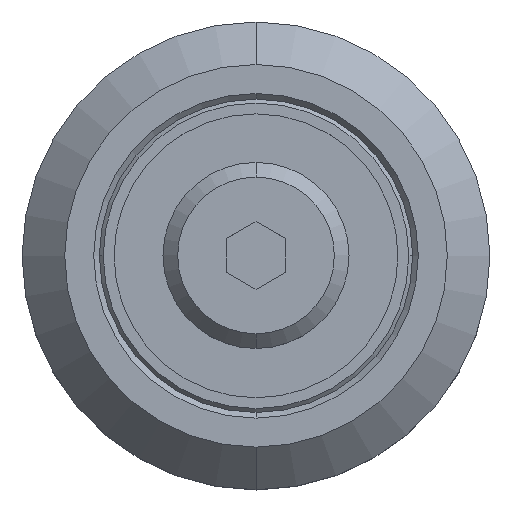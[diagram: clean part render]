
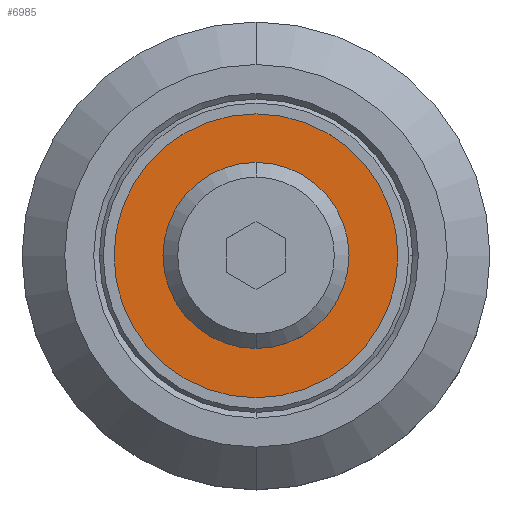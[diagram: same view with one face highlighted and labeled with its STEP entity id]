
A CAD part, top view. The second image highlights one B-rep face of the part: STEP entity #6985.
In plain terms, the highlighted face is planar.
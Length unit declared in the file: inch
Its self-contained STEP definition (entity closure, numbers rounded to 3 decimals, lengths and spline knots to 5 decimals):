
#134 = CARTESIAN_POINT ( 'NONE',  ( -0.09055, 0., -0.15748 ) ) ;
#155 = PLANE ( 'NONE',  #11731 ) ;
#230 = CARTESIAN_POINT ( 'NONE',  ( -0.09055, 0., -0.28543 ) ) ;
#430 = DIRECTION ( 'NONE',  ( 0., 0., -1. ) ) ;
#446 = EDGE_CURVE ( 'NONE', #3497, #7174, #6027, .T. ) ;
#1122 = DIRECTION ( 'NONE',  ( 0., 0., -1. ) ) ;
#1403 = DIRECTION ( 'NONE',  ( 1., 0., 0. ) ) ;
#1793 = CARTESIAN_POINT ( 'NONE',  ( -0.09055, 0., 0. ) ) ;
#2024 = AXIS2_PLACEMENT_3D ( 'NONE', #5109, #11853, #6080 ) ;
#2137 = CARTESIAN_POINT ( 'NONE',  ( -0.09055, 0., 0. ) ) ;
#2360 = CARTESIAN_POINT ( 'NONE',  ( -0.09055, 0., 0. ) ) ;
#2431 = CIRCLE ( 'NONE', #4154, 0.15748 ) ;
#2510 = FACE_BOUND ( 'NONE', #7977, .T. ) ;
#2790 = DIRECTION ( 'NONE',  ( 0., 0., -1. ) ) ;
#3055 = CARTESIAN_POINT ( 'NONE',  ( -0.09055, 0., 0. ) ) ;
#3124 = DIRECTION ( 'NONE',  ( 0., 0., -1. ) ) ;
#3497 = VERTEX_POINT ( 'NONE', #9982 ) ;
#4154 = AXIS2_PLACEMENT_3D ( 'NONE', #1793, #8594, #2790 ) ;
#4683 = ORIENTED_EDGE ( 'NONE', *, *, #4857, .F. ) ;
#4857 = EDGE_CURVE ( 'NONE', #11816, #8627, #10381, .T. ) ;
#5109 = CARTESIAN_POINT ( 'NONE',  ( -0.09055, 0., 0. ) ) ;
#6027 = CIRCLE ( 'NONE', #8508, 0.15748 ) ;
#6080 = DIRECTION ( 'NONE',  ( 0., 0., -1. ) ) ;
#6551 = ORIENTED_EDGE ( 'NONE', *, *, #446, .T. ) ;
#6980 = DIRECTION ( 'NONE',  ( -1., 0., 0. ) ) ;
#6985 = ADVANCED_FACE ( 'NONE', ( #11891, #2510 ), #155, .T. ) ;
#7174 = VERTEX_POINT ( 'NONE', #134 ) ;
#7382 = EDGE_LOOP ( 'NONE', ( #12072, #4683 ) ) ;
#7911 = CARTESIAN_POINT ( 'NONE',  ( -0.09055, 0., 0.28543 ) ) ;
#7977 = EDGE_LOOP ( 'NONE', ( #6551, #9962 ) ) ;
#8508 = AXIS2_PLACEMENT_3D ( 'NONE', #2360, #1403, #430 ) ;
#8594 = DIRECTION ( 'NONE',  ( 1., 0., 0. ) ) ;
#8627 = VERTEX_POINT ( 'NONE', #7911 ) ;
#8920 = DIRECTION ( 'NONE',  ( 1., 0., 0. ) ) ;
#9962 = ORIENTED_EDGE ( 'NONE', *, *, #12365, .T. ) ;
#9982 = CARTESIAN_POINT ( 'NONE',  ( -0.09055, 0., 0.15748 ) ) ;
#10319 = CIRCLE ( 'NONE', #2024, 0.28543 ) ;
#10381 = CIRCLE ( 'NONE', #11955, 0.28543 ) ;
#11731 = AXIS2_PLACEMENT_3D ( 'NONE', #3055, #6980, #1122 ) ;
#11806 = EDGE_CURVE ( 'NONE', #8627, #11816, #10319, .T. ) ;
#11816 = VERTEX_POINT ( 'NONE', #230 ) ;
#11853 = DIRECTION ( 'NONE',  ( 1., 0., 0. ) ) ;
#11891 = FACE_OUTER_BOUND ( 'NONE', #7382, .T. ) ;
#11955 = AXIS2_PLACEMENT_3D ( 'NONE', #2137, #8920, #3124 ) ;
#12072 = ORIENTED_EDGE ( 'NONE', *, *, #11806, .F. ) ;
#12365 = EDGE_CURVE ( 'NONE', #7174, #3497, #2431, .T. ) ;
